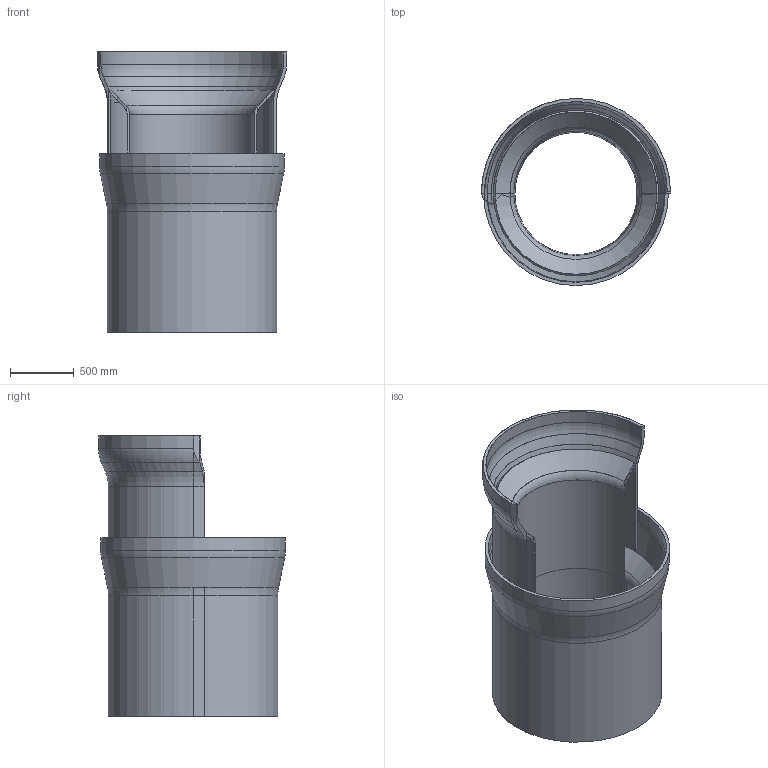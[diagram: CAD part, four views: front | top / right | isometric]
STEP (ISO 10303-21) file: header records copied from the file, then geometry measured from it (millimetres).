
FILE_DESCRIPTION(/* description */ (''),/* implementation_level */ '2;1');
FILE_NAME(/* name */ '16341.100X_3D.stp',/* time_stamp */ '2024-12-12T07:24:06+01:00',/* author */ ('CAD'),/* organization */ (''),/* preprocessor_version */ 'ST-DEVELOPER v20',/* originating_system */ 'AutoCAD Mechanical',/* authorisation */ '');
FILE_SCHEMA (('AUTOMOTIVE_DESIGN { 1 0 10303 214 3 1 1 }'));
Length unit declared in the file: centimetre
Products named in the file (2): Product; *S0
Assembly tree (1 placements, depth 2):
  Product
    *S0
Bounding box: 1485 x 1467.5 x 2200 mm (x, y, z)
Volume: 574294383.1 mm3; surface area: 50936612.4 mm2
Topology: 6 solids, 6 shells, 86 faces, 225 edges, 150 vertices
Faces by surface type: torus 24, cone 24, plane 20, cylinder 18
Full cylindrical faces by diameter (mm): 980 x1, 1020 x1, 1280 x1, 1330 x1, 1400 x1, 1450 x1
Entity records: 2939 total; most frequent: CARTESIAN_POINT 713, DIRECTION 475, ORIENTED_EDGE 448, EDGE_CURVE 224, AXIS2_PLACEMENT_3D 202, VERTEX_POINT 148, CIRCLE 112, EDGE_LOOP 88
